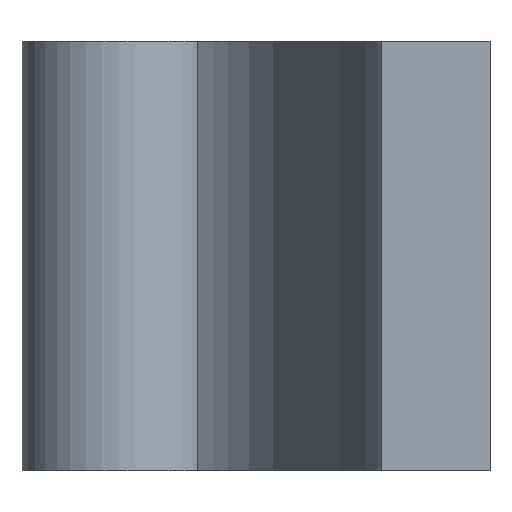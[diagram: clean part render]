
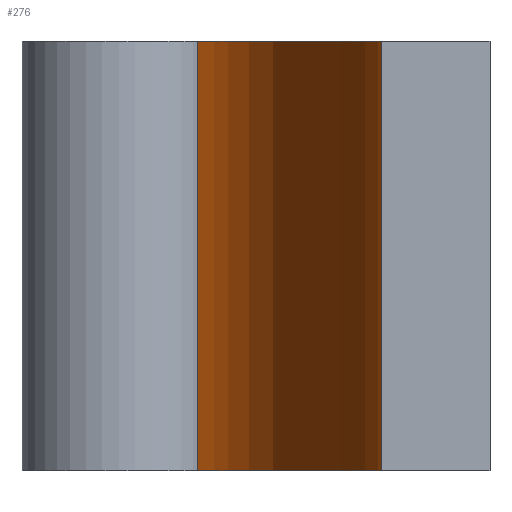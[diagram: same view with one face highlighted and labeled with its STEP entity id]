
A CAD part, left-side view. The second image highlights one B-rep face of the part: STEP entity #276.
In plain terms, the highlighted free-form (B-spline) face has degree [3, 1] with [9, 2] control points.
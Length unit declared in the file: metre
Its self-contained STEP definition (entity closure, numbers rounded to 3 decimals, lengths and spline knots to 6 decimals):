
#10=B_SPLINE_CURVE_WITH_KNOTS('',3,(#492,#493,#494,#495,#496),
 .UNSPECIFIED.,.F.,.F.,(4,1,4),(0.,0.537602,1.),.UNSPECIFIED.);
#11=B_SPLINE_CURVE_WITH_KNOTS('',3,(#501,#502,#503,#504,#505),
 .UNSPECIFIED.,.F.,.F.,(4,1,4),(0.,0.537602,1.),.UNSPECIFIED.);
#14=B_SPLINE_SURFACE_WITH_KNOTS('',3,1,((#474,#475),(#476,#477),(#478,#479),
(#480,#481),(#482,#483),(#484,#485),(#486,#487),(#488,#489),(#490,#491)),
 .SURF_OF_LINEAR_EXTRUSION.,.F.,.F.,.F.,(4,1,1,1,1,1,4),(2,2),(0.,0.25,
0.375,0.5,0.625,0.75,1.),(0.,1.),.UNSPECIFIED.);
#29=LINE('',#499,#49);
#30=LINE('',#507,#50);
#49=VECTOR('',#406,1.);
#50=VECTOR('',#407,1.);
#116=ORIENTED_EDGE('',*,*,#160,.F.);
#117=ORIENTED_EDGE('',*,*,#161,.F.);
#118=ORIENTED_EDGE('',*,*,#162,.T.);
#119=ORIENTED_EDGE('',*,*,#163,.T.);
#160=EDGE_CURVE('',#188,#189,#10,.T.);
#161=EDGE_CURVE('',#190,#188,#29,.T.);
#162=EDGE_CURVE('',#190,#191,#11,.T.);
#163=EDGE_CURVE('',#191,#189,#30,.T.);
#188=VERTEX_POINT('',#497);
#189=VERTEX_POINT('',#498);
#190=VERTEX_POINT('',#500);
#191=VERTEX_POINT('',#506);
#225=EDGE_LOOP('',(#116,#117,#118,#119));
#253=FACE_BOUND('',#225,.T.);
#276=ADVANCED_FACE('',(#253),#14,.T.);
#406=DIRECTION('',(0.,0.,-1.));
#407=DIRECTION('',(0.,0.,-1.));
#474=CARTESIAN_POINT('',(-0.04288,0.018061,0.02));
#475=CARTESIAN_POINT('',(-0.04288,0.018061,0.));
#476=CARTESIAN_POINT('',(-0.040396,0.017546,0.02));
#477=CARTESIAN_POINT('',(-0.040396,0.017546,0.));
#478=CARTESIAN_POINT('',(-0.037217,0.017858,0.02));
#479=CARTESIAN_POINT('',(-0.037217,0.017858,0.));
#480=CARTESIAN_POINT('',(-0.033638,0.019283,0.02));
#481=CARTESIAN_POINT('',(-0.033638,0.019283,0.));
#482=CARTESIAN_POINT('',(-0.031181,0.020582,0.02));
#483=CARTESIAN_POINT('',(-0.031181,0.020582,0.));
#484=CARTESIAN_POINT('',(-0.028823,0.021765,0.02));
#485=CARTESIAN_POINT('',(-0.028823,0.021765,0.));
#486=CARTESIAN_POINT('',(-0.025857,0.023347,0.02));
#487=CARTESIAN_POINT('',(-0.025857,0.023347,0.));
#488=CARTESIAN_POINT('',(-0.023979,0.024994,0.02));
#489=CARTESIAN_POINT('',(-0.023979,0.024994,0.));
#490=CARTESIAN_POINT('',(-0.022994,0.02665,0.02));
#491=CARTESIAN_POINT('',(-0.022994,0.02665,0.));
#492=CARTESIAN_POINT('',(-0.04288,0.018061,0.));
#493=CARTESIAN_POINT('',(-0.037538,0.016954,0.));
#494=CARTESIAN_POINT('',(-0.030735,0.021106,0.));
#495=CARTESIAN_POINT('',(-0.024816,0.023586,0.));
#496=CARTESIAN_POINT('',(-0.022994,0.02665,0.));
#497=CARTESIAN_POINT('',(-0.04288,0.018061,0.));
#498=CARTESIAN_POINT('',(-0.022994,0.02665,0.));
#499=CARTESIAN_POINT('',(-0.04288,0.018061,0.02));
#500=CARTESIAN_POINT('',(-0.04288,0.018061,0.02));
#501=CARTESIAN_POINT('',(-0.04288,0.018061,0.02));
#502=CARTESIAN_POINT('',(-0.037538,0.016954,0.02));
#503=CARTESIAN_POINT('',(-0.030735,0.021106,0.02));
#504=CARTESIAN_POINT('',(-0.024816,0.023586,0.02));
#505=CARTESIAN_POINT('',(-0.022994,0.02665,0.02));
#506=CARTESIAN_POINT('',(-0.022994,0.02665,0.02));
#507=CARTESIAN_POINT('',(-0.022994,0.02665,0.02));
